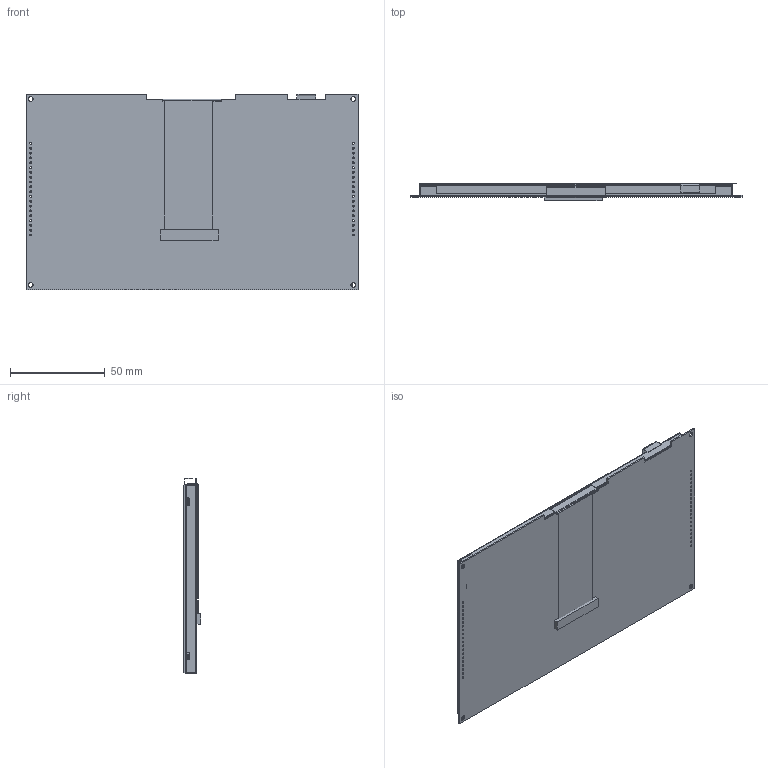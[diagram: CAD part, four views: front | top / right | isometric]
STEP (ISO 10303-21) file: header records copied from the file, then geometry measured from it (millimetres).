
FILE_DESCRIPTION((''),'2;1');
FILE_NAME('AG56E-EAS1_ASM','2013-06-14T',('user31'),(''),'PRO/ENGINEER BY PARAMETRIC TECHNOLOGY CORPORATION, 2010100','PRO/ENGINEER BY PARAMETRIC TECHNOLOGY CORPORATION, 2010100','');
FILE_SCHEMA(('CONFIG_CONTROL_DESIGN'));
Length unit declared in the file: millimetre
Products named in the file (9): PCB; BL; 1; COG; 2; 3; FPC; BZ; AG56E-EAS1_ASM
Assembly tree (8 placements, depth 2):
  AG56E-EAS1_ASM
    PCB
    BL
    1
    COG
    2
    3
    FPC
    BZ
Bounding box: 175 x 9.25 x 103.05 mm (x, y, z)
Volume: 63901.9 mm3; surface area: 431285 mm2
Topology: 8 solids, 15 shells, 847 faces, 2370 edges, 1580 vertices
Faces by surface type: plane 495, cylinder 352
Entity records: 28001 total; most frequent: DIRECTION 4830, CARTESIAN_POINT 4828, ORIENTED_EDGE 4740, EDGE_CURVE 2370, VECTOR 1666, LINE 1666, AXIS2_PLACEMENT_3D 1582, VERTEX_POINT 1580
